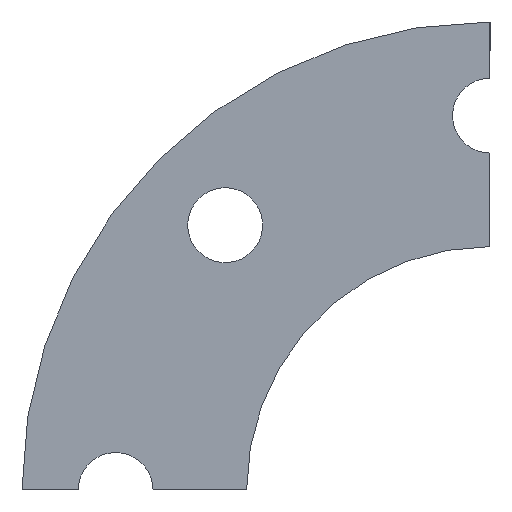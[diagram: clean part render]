
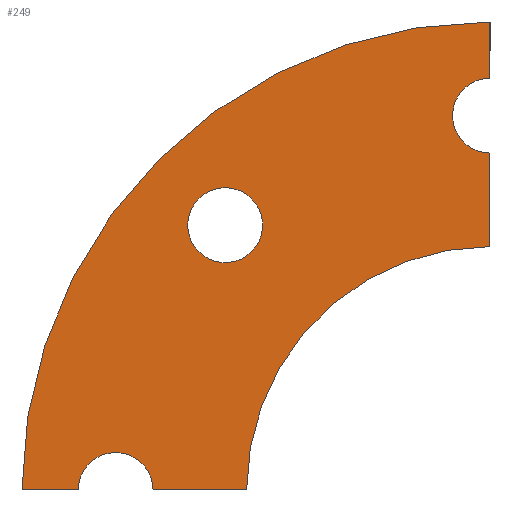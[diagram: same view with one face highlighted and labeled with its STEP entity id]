
A CAD part, left-side view. The second image highlights one B-rep face of the part: STEP entity #249.
In plain terms, the highlighted planar face has unit normal (-1, 0, 0).
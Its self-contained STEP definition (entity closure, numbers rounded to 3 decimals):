
#14=CARTESIAN_POINT('',(0.,70.711,70.711));
#15=DIRECTION('',(-1.,0.,0.));
#16=DIRECTION('',(0.,-0.707,-0.707));
#17=AXIS2_PLACEMENT_3D('',#14,#15,#16);
#19=CARTESIAN_POINT('',(0.,70.711,70.711));
#20=DIRECTION('',(-1.,0.,0.));
#21=DIRECTION('',(0.,0.707,0.707));
#22=AXIS2_PLACEMENT_3D('',#19,#20,#21);
#24=DIRECTION('',(0.,0.,-1.));
#25=VECTOR('',#24,15.);
#26=CARTESIAN_POINT('',(0.,0.,125.));
#27=LINE('',#26,#25);
#28=CARTESIAN_POINT('',(0.,0.,100.));
#29=DIRECTION('',(-1.,0.,0.));
#30=DIRECTION('',(0.,0.,1.));
#31=AXIS2_PLACEMENT_3D('',#28,#29,#30);
#33=DIRECTION('',(0.,0.,-1.));
#34=VECTOR('',#33,25.);
#35=CARTESIAN_POINT('',(0.,0.,90.));
#36=LINE('',#35,#34);
#37=CARTESIAN_POINT('',(0.,0.,0.));
#38=DIRECTION('',(1.,0.,0.));
#39=DIRECTION('',(0.,1.,0.));
#40=AXIS2_PLACEMENT_3D('',#37,#38,#39);
#42=DIRECTION('',(0.,-1.,0.));
#43=VECTOR('',#42,25.);
#44=CARTESIAN_POINT('',(0.,90.,0.));
#45=LINE('',#44,#43);
#46=CARTESIAN_POINT('',(0.,100.,0.));
#47=DIRECTION('',(-1.,0.,0.));
#48=DIRECTION('',(0.,-1.,0.));
#49=AXIS2_PLACEMENT_3D('',#46,#47,#48);
#51=DIRECTION('',(0.,-1.,0.));
#52=VECTOR('',#51,15.);
#53=CARTESIAN_POINT('',(0.,125.,0.));
#54=LINE('',#53,#52);
#55=CARTESIAN_POINT('',(0.,0.,0.));
#56=DIRECTION('',(1.,0.,0.));
#57=DIRECTION('',(0.,1.,0.));
#58=AXIS2_PLACEMENT_3D('',#55,#56,#57);
#172=CARTESIAN_POINT('',(0.,63.64,63.64));
#173=CARTESIAN_POINT('',(0.,77.782,77.782));
#174=VERTEX_POINT('',#172);
#175=VERTEX_POINT('',#173);
#180=CARTESIAN_POINT('',(0.,0.,125.));
#181=CARTESIAN_POINT('',(0.,0.,110.));
#182=VERTEX_POINT('',#180);
#183=VERTEX_POINT('',#181);
#184=CARTESIAN_POINT('',(0.,0.,90.));
#185=CARTESIAN_POINT('',(0.,0.,65.));
#186=VERTEX_POINT('',#184);
#187=VERTEX_POINT('',#185);
#188=CARTESIAN_POINT('',(0.,125.,0.));
#189=CARTESIAN_POINT('',(0.,110.,0.));
#190=VERTEX_POINT('',#188);
#191=VERTEX_POINT('',#189);
#192=CARTESIAN_POINT('',(0.,90.,0.));
#193=CARTESIAN_POINT('',(0.,65.,0.));
#194=VERTEX_POINT('',#192);
#195=VERTEX_POINT('',#193);
#220=CARTESIAN_POINT('',(0.,0.,0.));
#221=DIRECTION('',(1.,0.,0.));
#222=DIRECTION('',(0.,-1.,0.));
#223=AXIS2_PLACEMENT_3D('',#220,#221,#222);
#224=PLANE('',#223);
#226=ORIENTED_EDGE('',*,*,#225,.T.);
#228=ORIENTED_EDGE('',*,*,#227,.T.);
#230=ORIENTED_EDGE('',*,*,#229,.T.);
#232=ORIENTED_EDGE('',*,*,#231,.F.);
#234=ORIENTED_EDGE('',*,*,#233,.F.);
#236=ORIENTED_EDGE('',*,*,#235,.T.);
#238=ORIENTED_EDGE('',*,*,#237,.F.);
#240=ORIENTED_EDGE('',*,*,#239,.T.);
#241=EDGE_LOOP('',(#226,#228,#230,#232,#234,#236,#238,#240));
#242=FACE_OUTER_BOUND('',#241,.F.);
#244=ORIENTED_EDGE('',*,*,#243,.T.);
#246=ORIENTED_EDGE('',*,*,#245,.T.);
#247=EDGE_LOOP('',(#244,#246));
#248=FACE_BOUND('',#247,.F.);
#18=CIRCLE('',#17,10.);
#23=CIRCLE('',#22,10.);
#32=CIRCLE('',#31,10.);
#41=CIRCLE('',#40,65.);
#50=CIRCLE('',#49,10.);
#59=CIRCLE('',#58,125.);
#225=EDGE_CURVE('',#182,#183,#27,.T.);
#227=EDGE_CURVE('',#183,#186,#32,.T.);
#229=EDGE_CURVE('',#186,#187,#36,.T.);
#231=EDGE_CURVE('',#195,#187,#41,.T.);
#233=EDGE_CURVE('',#194,#195,#45,.T.);
#235=EDGE_CURVE('',#194,#191,#50,.T.);
#237=EDGE_CURVE('',#190,#191,#54,.T.);
#239=EDGE_CURVE('',#190,#182,#59,.T.);
#243=EDGE_CURVE('',#174,#175,#18,.T.);
#245=EDGE_CURVE('',#175,#174,#23,.T.);
#249=ADVANCED_FACE('',(#242,#248),#224,.F.);
